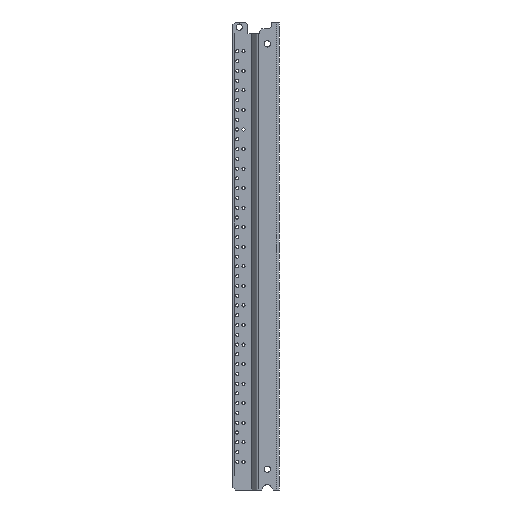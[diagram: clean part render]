
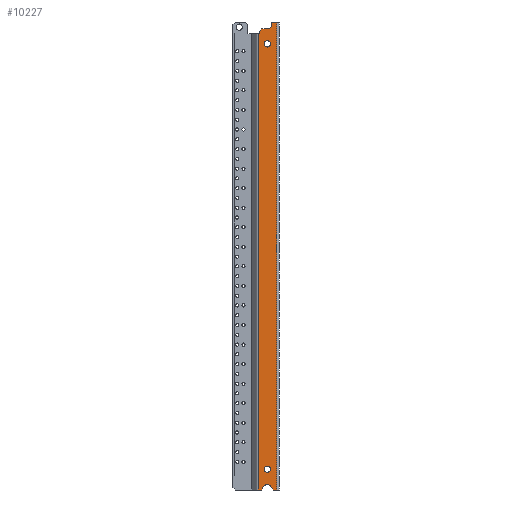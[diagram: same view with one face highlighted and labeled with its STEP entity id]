
A CAD part, front view. The second image highlights one B-rep face of the part: STEP entity #10227.
In plain terms, the highlighted face is planar.
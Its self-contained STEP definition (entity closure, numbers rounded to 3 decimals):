
#3506=DIRECTION('',(0.,-1.,0.));
#3507=VECTOR('',#3506,583.29);
#3508=CARTESIAN_POINT('',(17.,734.79,26.916));
#3509=LINE('',#3508,#3507);
#3513=CARTESIAN_POINT('',(17.,178.,14.995));
#3514=DIRECTION('',(1.,0.,0.));
#3515=DIRECTION('',(0.,1.,0.));
#3516=AXIS2_PLACEMENT_3D('',#3513,#3514,#3515);
#3521=CARTESIAN_POINT('',(17.,178.,14.995));
#3522=DIRECTION('',(1.,0.,0.));
#3523=DIRECTION('',(0.,-1.,0.));
#3524=AXIS2_PLACEMENT_3D('',#3521,#3522,#3523);
#3529=CARTESIAN_POINT('',(17.,722.,14.995));
#3530=DIRECTION('',(1.,0.,0.));
#3531=DIRECTION('',(0.,1.,0.));
#3532=AXIS2_PLACEMENT_3D('',#3529,#3530,#3531);
#3537=CARTESIAN_POINT('',(17.,722.,14.995));
#3538=DIRECTION('',(1.,0.,0.));
#3539=DIRECTION('',(0.,-1.,0.));
#3540=AXIS2_PLACEMENT_3D('',#3537,#3538,#3539);
#3545=DIRECTION('',(0.,0.,1.));
#3546=VECTOR('',#3545,4.52);
#3547=CARTESIAN_POINT('',(17.,151.5,3.));
#3548=LINE('',#3547,#3546);
#3552=DIRECTION('',(0.,0.844,0.537));
#3553=VECTOR('',#3552,5.287);
#3554=CARTESIAN_POINT('',(17.,151.5,7.52));
#3555=LINE('',#3554,#3553);
#3559=CARTESIAN_POINT('',(17.,153.001,14.995));
#3560=DIRECTION('',(1.,0.,0.));
#3561=DIRECTION('',(0.,0.538,-0.843));
#3562=AXIS2_PLACEMENT_3D('',#3559,#3560,#3561);
#3567=DIRECTION('',(0.,-0.844,0.537));
#3568=VECTOR('',#3567,5.287);
#3569=CARTESIAN_POINT('',(17.,155.96,19.63));
#3570=LINE('',#3569,#3568);
#3574=DIRECTION('',(0.,0.,1.));
#3575=VECTOR('',#3574,4.446);
#3576=CARTESIAN_POINT('',(17.,151.5,22.47));
#3577=LINE('',#3576,#3575);
#3581=DIRECTION('',(0.,0.,-1.));
#3582=VECTOR('',#3581,1.916);
#3583=CARTESIAN_POINT('',(17.,734.79,26.916));
#3584=LINE('',#3583,#3582);
#3588=DIRECTION('',(0.,0.707,-0.707));
#3589=VECTOR('',#3588,4.243);
#3590=CARTESIAN_POINT('',(17.,738.1,25.));
#3591=LINE('',#3590,#3589);
#3595=CARTESIAN_POINT('',(17.,746.1,15.));
#3596=DIRECTION('',(1.,0.,0.));
#3597=DIRECTION('',(0.,-1.,0.));
#3598=AXIS2_PLACEMENT_3D('',#3595,#3596,#3597);
#3603=DIRECTION('',(0.,0.,-1.));
#3604=VECTOR('',#3603,7.);
#3605=CARTESIAN_POINT('',(17.,750.,10.));
#3606=LINE('',#3605,#3604);
#4126=DIRECTION('',(0.,-1.,0.));
#4127=VECTOR('',#4126,3.31);
#4128=CARTESIAN_POINT('',(17.,738.1,25.));
#4129=LINE('',#4128,#4127);
#4140=DIRECTION('',(0.,0.,1.));
#4141=VECTOR('',#4140,7.);
#4142=CARTESIAN_POINT('',(17.,741.1,15.));
#4143=LINE('',#4142,#4141);
#4168=DIRECTION('',(0.,-1.,0.));
#4169=VECTOR('',#4168,3.9);
#4170=CARTESIAN_POINT('',(17.,750.,10.));
#4171=LINE('',#4170,#4169);
#4205=DIRECTION('',(0.,1.,0.));
#4206=VECTOR('',#4205,598.5);
#4207=CARTESIAN_POINT('',(17.,151.5,3.));
#4208=LINE('',#4207,#4206);
#6748=CARTESIAN_POINT('',(17.,726.,14.995));
#6749=CARTESIAN_POINT('',(17.,718.,14.995));
#6750=VERTEX_POINT('',#6748);
#6751=VERTEX_POINT('',#6749);
#6752=CARTESIAN_POINT('',(17.,734.79,26.916));
#6753=CARTESIAN_POINT('',(17.,734.79,25.));
#6754=VERTEX_POINT('',#6752);
#6755=VERTEX_POINT('',#6753);
#6756=CARTESIAN_POINT('',(17.,738.1,25.));
#6757=VERTEX_POINT('',#6756);
#6758=CARTESIAN_POINT('',(17.,741.1,22.));
#6759=VERTEX_POINT('',#6758);
#6760=CARTESIAN_POINT('',(17.,741.1,15.));
#6761=VERTEX_POINT('',#6760);
#6762=CARTESIAN_POINT('',(17.,746.1,10.));
#6763=VERTEX_POINT('',#6762);
#6764=CARTESIAN_POINT('',(17.,750.,10.));
#6765=VERTEX_POINT('',#6764);
#6766=CARTESIAN_POINT('',(17.,750.,3.));
#6767=VERTEX_POINT('',#6766);
#7408=CARTESIAN_POINT('',(17.,151.5,3.));
#7409=CARTESIAN_POINT('',(17.,151.5,7.52));
#7410=VERTEX_POINT('',#7408);
#7411=VERTEX_POINT('',#7409);
#7412=CARTESIAN_POINT('',(17.,155.96,10.36));
#7413=VERTEX_POINT('',#7412);
#7414=CARTESIAN_POINT('',(17.,155.96,19.63));
#7415=VERTEX_POINT('',#7414);
#7416=CARTESIAN_POINT('',(17.,151.5,22.47));
#7417=VERTEX_POINT('',#7416);
#7418=CARTESIAN_POINT('',(17.,151.5,26.916));
#7419=VERTEX_POINT('',#7418);
#7420=CARTESIAN_POINT('',(17.,182.,14.995));
#7421=CARTESIAN_POINT('',(17.,174.,14.995));
#7422=VERTEX_POINT('',#7420);
#7423=VERTEX_POINT('',#7421);
#10181=CARTESIAN_POINT('',(17.,600.,0.));
#10182=DIRECTION('',(1.,0.,0.));
#10183=DIRECTION('',(0.,-1.,0.));
#10184=AXIS2_PLACEMENT_3D('',#10181,#10182,#10183);
#10185=PLANE('',#10184);
#10187=ORIENTED_EDGE('',*,*,#10186,.F.);
#10189=ORIENTED_EDGE('',*,*,#10188,.T.);
#10191=ORIENTED_EDGE('',*,*,#10190,.T.);
#10193=ORIENTED_EDGE('',*,*,#10192,.T.);
#10195=ORIENTED_EDGE('',*,*,#10194,.T.);
#10197=ORIENTED_EDGE('',*,*,#10196,.T.);
#10198=ORIENTED_EDGE('',*,*,#10171,.F.);
#10200=ORIENTED_EDGE('',*,*,#10199,.T.);
#10202=ORIENTED_EDGE('',*,*,#10201,.F.);
#10204=ORIENTED_EDGE('',*,*,#10203,.T.);
#10206=ORIENTED_EDGE('',*,*,#10205,.F.);
#10208=ORIENTED_EDGE('',*,*,#10207,.T.);
#10210=ORIENTED_EDGE('',*,*,#10209,.F.);
#10212=ORIENTED_EDGE('',*,*,#10211,.T.);
#10213=EDGE_LOOP('',(#10187,#10189,#10191,#10193,#10195,#10197,#10198,#10200,
#10202,#10204,#10206,#10208,#10210,#10212));
#10214=FACE_OUTER_BOUND('',#10213,.F.);
#10216=ORIENTED_EDGE('',*,*,#10215,.T.);
#10218=ORIENTED_EDGE('',*,*,#10217,.T.);
#10219=EDGE_LOOP('',(#10216,#10218));
#10220=FACE_BOUND('',#10219,.F.);
#10222=ORIENTED_EDGE('',*,*,#10221,.T.);
#10224=ORIENTED_EDGE('',*,*,#10223,.T.);
#10225=EDGE_LOOP('',(#10222,#10224));
#10226=FACE_BOUND('',#10225,.F.);
#3517=CIRCLE('',#3516,4.);
#3525=CIRCLE('',#3524,4.);
#3533=CIRCLE('',#3532,4.);
#3541=CIRCLE('',#3540,4.);
#3563=CIRCLE('',#3562,5.499);
#3599=CIRCLE('',#3598,5.);
#10171=EDGE_CURVE('',#6754,#7419,#3509,.T.);
#10186=EDGE_CURVE('',#7410,#6767,#4208,.T.);
#10188=EDGE_CURVE('',#7410,#7411,#3548,.T.);
#10190=EDGE_CURVE('',#7411,#7413,#3555,.T.);
#10192=EDGE_CURVE('',#7413,#7415,#3563,.T.);
#10194=EDGE_CURVE('',#7415,#7417,#3570,.T.);
#10196=EDGE_CURVE('',#7417,#7419,#3577,.T.);
#10199=EDGE_CURVE('',#6754,#6755,#3584,.T.);
#10201=EDGE_CURVE('',#6757,#6755,#4129,.T.);
#10203=EDGE_CURVE('',#6757,#6759,#3591,.T.);
#10205=EDGE_CURVE('',#6761,#6759,#4143,.T.);
#10207=EDGE_CURVE('',#6761,#6763,#3599,.T.);
#10209=EDGE_CURVE('',#6765,#6763,#4171,.T.);
#10211=EDGE_CURVE('',#6765,#6767,#3606,.T.);
#10215=EDGE_CURVE('',#6750,#6751,#3533,.T.);
#10217=EDGE_CURVE('',#6751,#6750,#3541,.T.);
#10221=EDGE_CURVE('',#7422,#7423,#3517,.T.);
#10223=EDGE_CURVE('',#7423,#7422,#3525,.T.);
#10227=ADVANCED_FACE('',(#10214,#10220,#10226),#10185,.T.);
